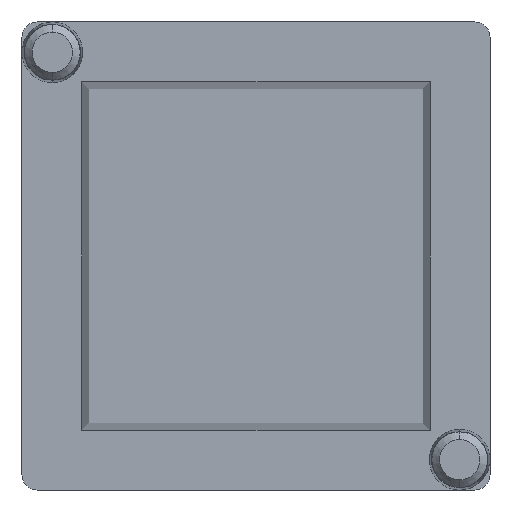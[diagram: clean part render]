
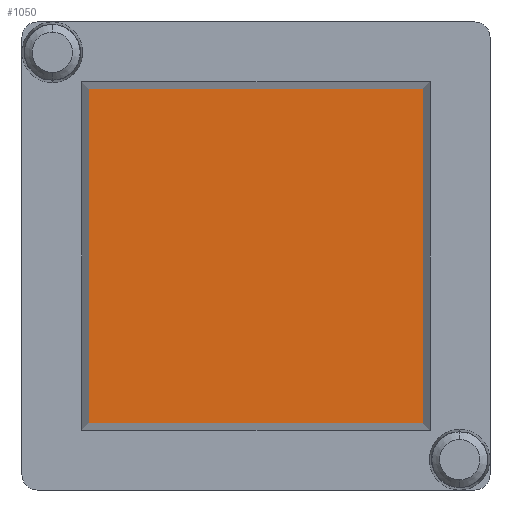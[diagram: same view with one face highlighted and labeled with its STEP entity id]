
A CAD part, front view. The second image highlights one B-rep face of the part: STEP entity #1050.
In plain terms, the highlighted planar face has unit normal (0, -1, 0).
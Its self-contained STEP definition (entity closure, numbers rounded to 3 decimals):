
#3 = LINE ( 'NONE', #297, #764 ) ;
#39 = FACE_OUTER_BOUND ( 'NONE', #748, .T. ) ;
#115 = ORIENTED_EDGE ( 'NONE', *, *, #453, .T. ) ;
#119 = CARTESIAN_POINT ( 'NONE',  ( 1.677, 2.067, -1.677 ) ) ;
#134 = VECTOR ( 'NONE', #187, 1000. ) ;
#187 = DIRECTION ( 'NONE',  ( 0., 0., -1. ) ) ;
#256 = ORIENTED_EDGE ( 'NONE', *, *, #440, .T. ) ;
#270 = CARTESIAN_POINT ( 'NONE',  ( 1.677, 2.067, 1.677 ) ) ;
#297 = CARTESIAN_POINT ( 'NONE',  ( 0., 2.067, -1.677 ) ) ;
#404 = LINE ( 'NONE', #875, #1061 ) ;
#425 = EDGE_CURVE ( 'NONE', #828, #871, #598, .T. ) ;
#440 = EDGE_CURVE ( 'NONE', #1008, #828, #404, .T. ) ;
#445 = EDGE_CURVE ( 'NONE', #545, #1008, #939, .T. ) ;
#453 = EDGE_CURVE ( 'NONE', #871, #545, #3, .T. ) ;
#545 = VERTEX_POINT ( 'NONE', #119 ) ;
#569 = CARTESIAN_POINT ( 'NONE',  ( -1.677, 2.067, 1.677 ) ) ;
#578 = DIRECTION ( 'NONE',  ( 0., 0., 1. ) ) ;
#598 = LINE ( 'NONE', #786, #134 ) ;
#610 = PLANE ( 'NONE',  #746 ) ;
#717 = ORIENTED_EDGE ( 'NONE', *, *, #445, .T. ) ;
#731 = DIRECTION ( 'NONE',  ( 0., 0., -1. ) ) ;
#746 = AXIS2_PLACEMENT_3D ( 'NONE', #948, #831, #731 ) ;
#748 = EDGE_LOOP ( 'NONE', ( #870, #115, #717, #256 ) ) ;
#764 = VECTOR ( 'NONE', #936, 1000. ) ;
#786 = CARTESIAN_POINT ( 'NONE',  ( -1.677, 2.067, 0. ) ) ;
#828 = VERTEX_POINT ( 'NONE', #569 ) ;
#831 = DIRECTION ( 'NONE',  ( 0., -1., 0. ) ) ;
#843 = CARTESIAN_POINT ( 'NONE',  ( -1.677, 2.067, -1.677 ) ) ;
#870 = ORIENTED_EDGE ( 'NONE', *, *, #425, .T. ) ;
#871 = VERTEX_POINT ( 'NONE', #843 ) ;
#875 = CARTESIAN_POINT ( 'NONE',  ( 0., 2.067, 1.677 ) ) ;
#936 = DIRECTION ( 'NONE',  ( 1., 0., 0. ) ) ;
#939 = LINE ( 'NONE', #985, #1104 ) ;
#948 = CARTESIAN_POINT ( 'NONE',  ( 0., 2.067, 0. ) ) ;
#955 = DIRECTION ( 'NONE',  ( -1., 0., 0. ) ) ;
#985 = CARTESIAN_POINT ( 'NONE',  ( 1.677, 2.067, 0. ) ) ;
#1008 = VERTEX_POINT ( 'NONE', #270 ) ;
#1050 = ADVANCED_FACE ( 'NONE', ( #39 ), #610, .T. ) ;
#1061 = VECTOR ( 'NONE', #955, 1000. ) ;
#1104 = VECTOR ( 'NONE', #578, 1000. ) ;
